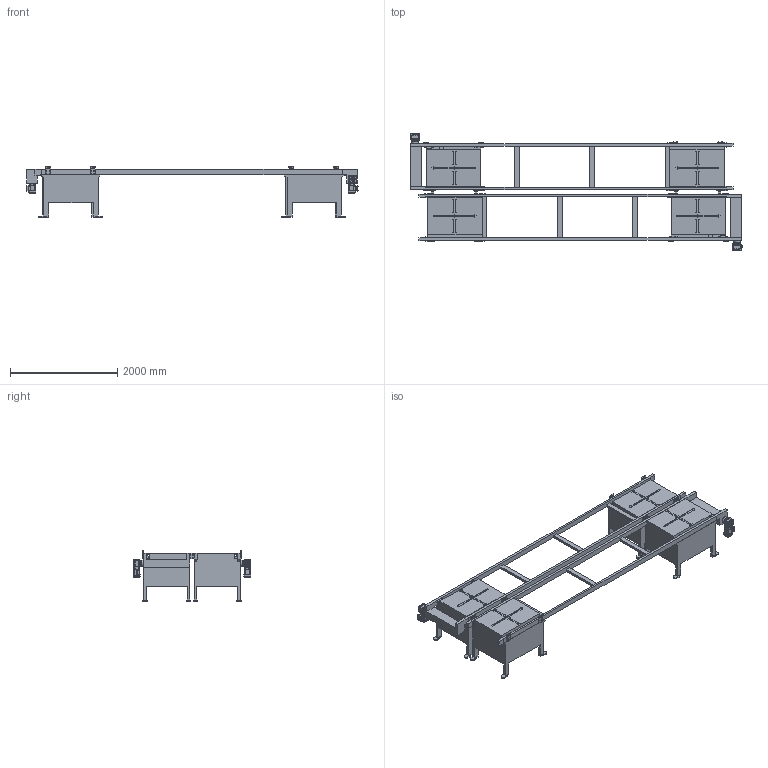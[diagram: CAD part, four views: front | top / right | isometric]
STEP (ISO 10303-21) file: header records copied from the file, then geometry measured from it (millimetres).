
FILE_DESCRIPTION(('STEP AP203'),'1');
FILE_NAME('Hippodrome 6000 palette 800.stp','2025-07-21T10:20:14',(' '),(' '),'Spatial InterOp 3D',' ',' ');
FILE_SCHEMA(('CONFIG_CONTROL_DESIGN'));
Length unit declared in the file: millimetre
Products named in the file (1): Hippodrome 6000 palette 800
Bounding box: 6179.5 x 2187.82 x 933.5 mm (x, y, z)
Surface area: 28476564.9 mm2 (no closed solid volume)
Topology: 0 solids, 148 shells, 1814 faces, 6487 edges, 4754 vertices
Faces by surface type: plane 1257, cylinder 384, bspline 86, cone 81, revolution 6
Full cylindrical faces by diameter (mm): 9 x16, 11 x32, 11.5 x2, 13 x22, 14 x4, 16 x27, 20 x2, 28 x2, 30 x2, 120 x4
Entity records: 72923 total; most frequent: CARTESIAN_POINT 18279, DIRECTION 10997, ORIENTED_EDGE 10398, EDGE_CURVE 6344, VERTEX_POINT 4726, LINE 4539, VECTOR 4539, AXIS2_PLACEMENT_3D 3226
